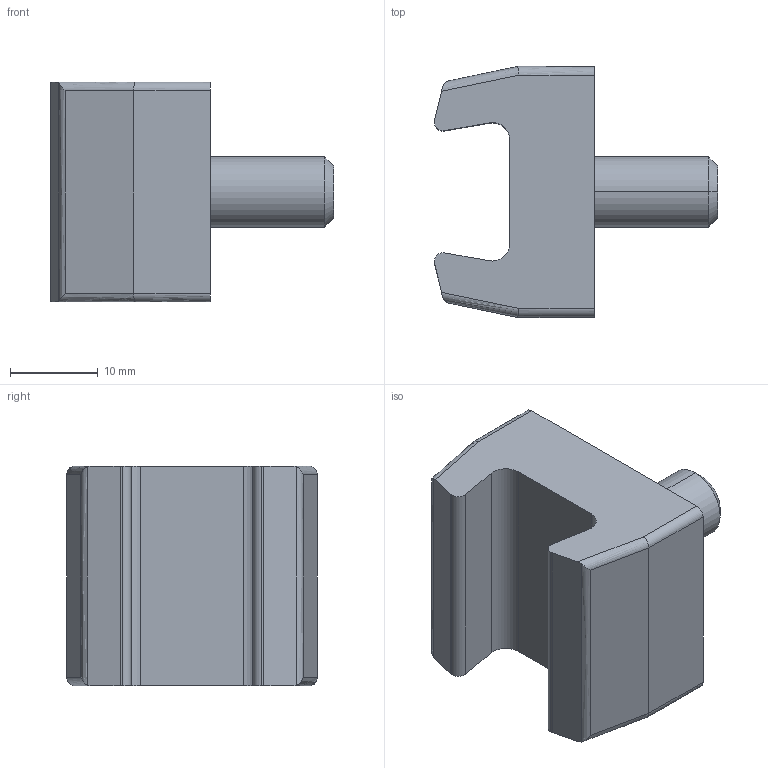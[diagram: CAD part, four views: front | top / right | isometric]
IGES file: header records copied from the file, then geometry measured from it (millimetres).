
Start section: SolidWorks IGES file using analytic representation for surfaces
Global section: file name: S0275-66811.IGS; native system: SolidWorks 2011; preprocessor: SolidWorks 2011; author: turcimas; date: 110318.211104; units: millimetre
Bounding box: 32.17 x 28.5 x 25 mm (x, y, z)
Volume: 9871.2 mm3; surface area: 3656.4 mm2
Topology: 1 solids, 1 shells, 33 faces, 84 edges, 54 vertices
Faces by surface type: revolution 20, plane 13
